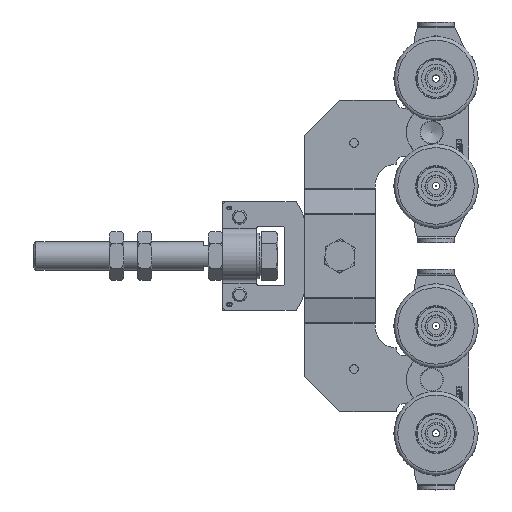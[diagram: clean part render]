
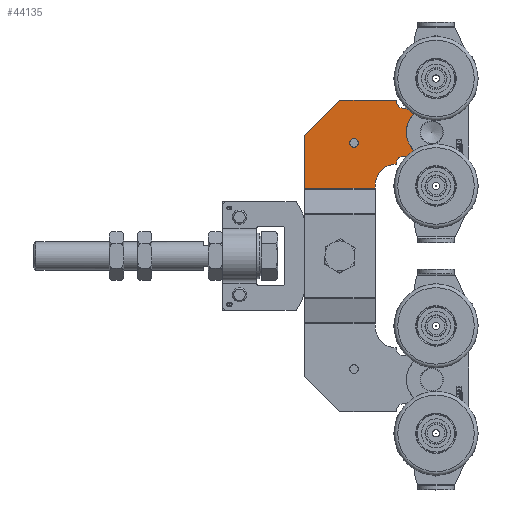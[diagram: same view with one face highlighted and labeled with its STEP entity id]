
A CAD part, top view. The second image highlights one B-rep face of the part: STEP entity #44135.
In plain terms, the highlighted planar face has unit normal (0, 0, 1).
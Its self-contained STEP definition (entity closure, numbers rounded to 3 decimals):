
#2737=FACE_BOUND('',#9241,.T.);
#2738=FACE_BOUND('',#9242,.T.);
#3452=CIRCLE('',#47146,3.1);
#3480=CIRCLE('',#47195,15.);
#3481=CIRCLE('',#47196,5.);
#3482=CIRCLE('',#47197,5.);
#3483=CIRCLE('',#47198,8.1);
#6543=FACE_OUTER_BOUND('',#9240,.T.);
#9240=EDGE_LOOP('',(#33278,#33279,#33280,#33281,#33282,#33283,#33284,#33285,
#33286,#33287,#33288,#33289,#33290));
#9241=EDGE_LOOP('',(#33291));
#9242=EDGE_LOOP('',(#33292));
#12919=LINE('',#72141,#15764);
#12929=LINE('',#72170,#15774);
#12941=LINE('',#72208,#15786);
#12975=LINE('',#72304,#15820);
#12979=LINE('',#72317,#15824);
#12980=LINE('',#72321,#15825);
#12981=LINE('',#72325,#15826);
#12982=LINE('',#72327,#15827);
#12983=LINE('',#72329,#15828);
#12984=LINE('',#72332,#15829);
#15764=VECTOR('',#55735,10.);
#15774=VECTOR('',#55761,10.);
#15786=VECTOR('',#55791,10.);
#15820=VECTOR('',#55881,10.);
#15824=VECTOR('',#55897,10.);
#15825=VECTOR('',#55900,10.);
#15826=VECTOR('',#55903,10.);
#15827=VECTOR('',#55904,10.);
#15828=VECTOR('',#55905,10.);
#15829=VECTOR('',#55908,10.);
#18518=VERTEX_POINT('',#72139);
#18519=VERTEX_POINT('',#72140);
#18526=VERTEX_POINT('',#72157);
#18530=VERTEX_POINT('',#72169);
#18547=VERTEX_POINT('',#72206);
#18581=VERTEX_POINT('',#72302);
#18584=VERTEX_POINT('',#72316);
#18585=VERTEX_POINT('',#72318);
#18586=VERTEX_POINT('',#72320);
#18587=VERTEX_POINT('',#72322);
#18588=VERTEX_POINT('',#72324);
#18589=VERTEX_POINT('',#72326);
#18590=VERTEX_POINT('',#72328);
#18591=VERTEX_POINT('',#72330);
#18592=VERTEX_POINT('',#72333);
#23618=EDGE_CURVE('',#18518,#18519,#12919,.T.);
#23626=EDGE_CURVE('',#18526,#18526,#3452,.T.);
#23632=EDGE_CURVE('',#18518,#18530,#12929,.T.);
#23652=EDGE_CURVE('',#18547,#18519,#12941,.T.);
#23700=EDGE_CURVE('',#18581,#18547,#12975,.T.);
#23706=EDGE_CURVE('',#18584,#18581,#12979,.T.);
#23707=EDGE_CURVE('',#18585,#18584,#3480,.T.);
#23708=EDGE_CURVE('',#18586,#18585,#12980,.T.);
#23709=EDGE_CURVE('',#18587,#18586,#3481,.T.);
#23710=EDGE_CURVE('',#18588,#18587,#12981,.T.);
#23711=EDGE_CURVE('',#18589,#18588,#12982,.T.);
#23712=EDGE_CURVE('',#18590,#18589,#12983,.T.);
#23713=EDGE_CURVE('',#18591,#18590,#3482,.T.);
#23714=EDGE_CURVE('',#18530,#18591,#12984,.T.);
#23715=EDGE_CURVE('',#18592,#18592,#3483,.T.);
#33278=ORIENTED_EDGE('',*,*,#23618,.T.);
#33279=ORIENTED_EDGE('',*,*,#23652,.F.);
#33280=ORIENTED_EDGE('',*,*,#23700,.F.);
#33281=ORIENTED_EDGE('',*,*,#23706,.F.);
#33282=ORIENTED_EDGE('',*,*,#23707,.F.);
#33283=ORIENTED_EDGE('',*,*,#23708,.F.);
#33284=ORIENTED_EDGE('',*,*,#23709,.F.);
#33285=ORIENTED_EDGE('',*,*,#23710,.F.);
#33286=ORIENTED_EDGE('',*,*,#23711,.F.);
#33287=ORIENTED_EDGE('',*,*,#23712,.F.);
#33288=ORIENTED_EDGE('',*,*,#23713,.F.);
#33289=ORIENTED_EDGE('',*,*,#23714,.F.);
#33290=ORIENTED_EDGE('',*,*,#23632,.F.);
#33291=ORIENTED_EDGE('',*,*,#23626,.T.);
#33292=ORIENTED_EDGE('',*,*,#23715,.T.);
#39952=PLANE('',#47194);
#44135=ADVANCED_FACE('',(#6543,#2737,#2738),#39952,.T.);
#47146=AXIS2_PLACEMENT_3D('',#72158,#55747,#55748);
#47194=AXIS2_PLACEMENT_3D('',#72315,#55895,#55896);
#47195=AXIS2_PLACEMENT_3D('',#72319,#55898,#55899);
#47196=AXIS2_PLACEMENT_3D('',#72323,#55901,#55902);
#47197=AXIS2_PLACEMENT_3D('',#72331,#55906,#55907);
#47198=AXIS2_PLACEMENT_3D('',#72334,#55909,#55910);
#55735=DIRECTION('',(-0.707,-0.707,0.));
#55747=DIRECTION('center_axis',(0.,0.,
-1.));
#55748=DIRECTION('ref_axis',(0.,1.,0.));
#55761=DIRECTION('',(1.,0.,0.));
#55791=DIRECTION('',(0.,1.,0.));
#55881=DIRECTION('',(-1.,0.,0.));
#55895=DIRECTION('center_axis',(0.,0.,
1.));
#55896=DIRECTION('ref_axis',(0.,-1.,0.));
#55897=DIRECTION('',(0.,-1.,0.));
#55898=DIRECTION('center_axis',(0.,0.,
1.));
#55899=DIRECTION('ref_axis',(0.,-1.,0.));
#55900=DIRECTION('',(0.,-1.,0.));
#55901=DIRECTION('center_axis',(0.,0.,
1.));
#55902=DIRECTION('ref_axis',(0.,-1.,0.));
#55903=DIRECTION('',(-1.,0.,0.));
#55904=DIRECTION('',(0.,-1.,0.));
#55905=DIRECTION('',(1.,0.,0.));
#55906=DIRECTION('center_axis',(0.,0.,
1.));
#55907=DIRECTION('ref_axis',(1.,0.,0.));
#55908=DIRECTION('',(0.,-1.,0.));
#55909=DIRECTION('center_axis',(0.,0.,
-1.));
#55910=DIRECTION('ref_axis',(0.,1.,0.));
#72139=CARTESIAN_POINT('',(-65.,197.5,4.));
#72140=CARTESIAN_POINT('',(-90.,172.5,4.));
#72141=CARTESIAN_POINT('',(-98.834,163.666,4.));
#72157=CARTESIAN_POINT('',(-55.,164.4,4.));
#72158=CARTESIAN_POINT('Origin',(-55.,167.5,4.));
#72169=CARTESIAN_POINT('',(-25.,197.5,4.));
#72170=CARTESIAN_POINT('',(-25.,197.5,4.));
#72206=CARTESIAN_POINT('',(-90.,135.38,4.));
#72208=CARTESIAN_POINT('',(-90.,135.38,4.));
#72302=CARTESIAN_POINT('',(-40.,135.38,4.));
#72304=CARTESIAN_POINT('',(-90.,135.38,4.));
#72315=CARTESIAN_POINT('Origin',(-40.336,87.5,4.));
#72316=CARTESIAN_POINT('',(-40.,137.5,4.));
#72317=CARTESIAN_POINT('',(-40.,37.5,4.));
#72318=CARTESIAN_POINT('',(-25.,152.5,4.));
#72319=CARTESIAN_POINT('Origin',(-25.,137.5,4.));
#72320=CARTESIAN_POINT('',(-25.,153.,4.));
#72321=CARTESIAN_POINT('',(-25.,152.5,4.));
#72322=CARTESIAN_POINT('',(-20.,158.,4.));
#72323=CARTESIAN_POINT('Origin',(-20.,153.,4.));
#72324=CARTESIAN_POINT('',(20.,158.,4.));
#72325=CARTESIAN_POINT('',(-20.,158.,4.));
#72326=CARTESIAN_POINT('',(20.,192.,4.));
#72327=CARTESIAN_POINT('',(20.,158.,4.));
#72328=CARTESIAN_POINT('',(-20.,192.,4.));
#72329=CARTESIAN_POINT('',(20.,192.,4.));
#72330=CARTESIAN_POINT('',(-25.,197.,4.));
#72331=CARTESIAN_POINT('Origin',(-20.,197.,4.));
#72332=CARTESIAN_POINT('',(-25.,197.,4.));
#72333=CARTESIAN_POINT('',(0.,166.9,4.));
#72334=CARTESIAN_POINT('Origin',(0.,175.,4.));
